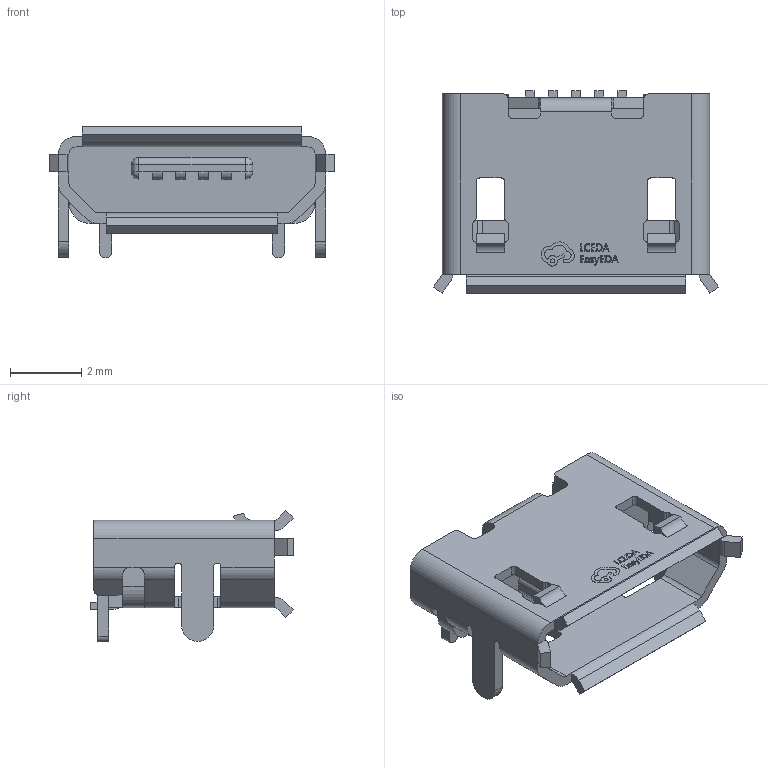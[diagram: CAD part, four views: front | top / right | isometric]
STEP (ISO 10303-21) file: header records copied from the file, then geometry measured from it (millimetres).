
FILE_DESCRIPTION (( 'STEP AP214' ), '1' );
FILE_NAME ('MICRO-USB_FEMALE_A01SB.step', '2022-07-07T03:08:54', ( '' ), ( '' ), 'SwSTEP 2.0', 'SolidWorks 2020', '' );
FILE_SCHEMA (( 'AUTOMOTIVE_DESIGN' ));
Length unit declared in the file: millimetre
Products named in the file (1): MICRO-USB_FEMALE_A01SB
Bounding box: 8 x 5.68 x 3.67 mm (x, y, z)
Volume: 53.5 mm3; surface area: 276.7 mm2
Topology: 2 solids, 2 shells, 587 faces, 1646 edges, 1080 vertices
Faces by surface type: plane 347, cylinder 124, bspline 112, sphere 4
Entity records: 25893 total; most frequent: CARTESIAN_POINT 5486, ORIENTED_EDGE 3284, DIRECTION 2594, EDGE_CURVE 1642, VECTOR 1162, LINE 1162, VERTEX_POINT 1080, AXIS2_PLACEMENT_3D 716
